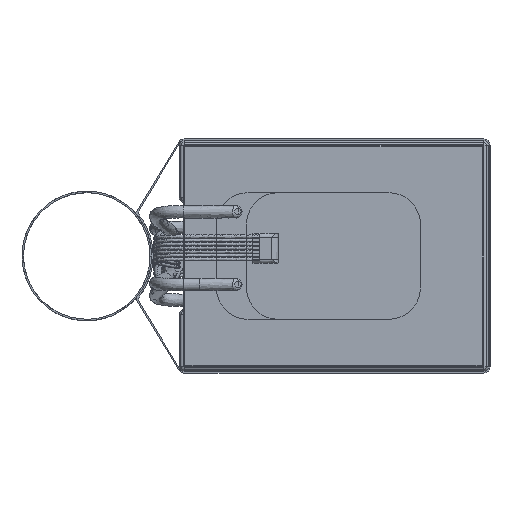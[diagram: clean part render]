
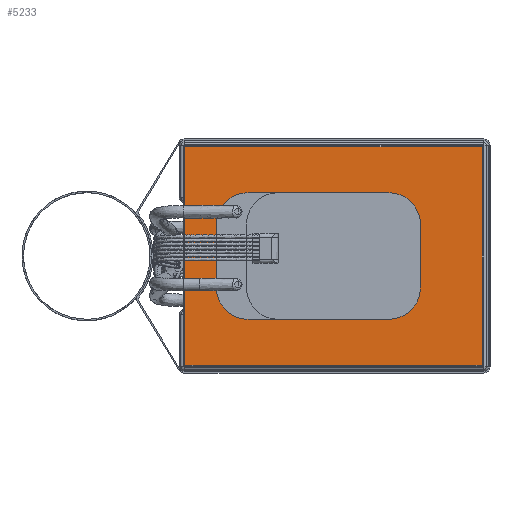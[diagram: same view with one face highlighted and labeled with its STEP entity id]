
A CAD part, left-side view. The second image highlights one B-rep face of the part: STEP entity #5233.
In plain terms, the highlighted free-form (B-spline) face has degree [1, 1] with [2, 2] control points.
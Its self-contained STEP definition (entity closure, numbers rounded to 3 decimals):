
#4820 = VERTEX_POINT('',#4821);
#4821 = CARTESIAN_POINT('',(-435.907,-44.154,
    -32.411));
#4827 = EDGE_CURVE('',#4820,#4828,#4830,.T.);
#4828 = VERTEX_POINT('',#4829);
#4829 = CARTESIAN_POINT('',(-435.907,-39.927,
    -32.411));
#4830 = B_SPLINE_CURVE_WITH_KNOTS('',1,(#4831,#4832),.UNSPECIFIED.,.F.,
  .F.,(2,2),(-23.25,-18.75),.PIECEWISE_BEZIER_KNOTS.);
#4831 = CARTESIAN_POINT('',(-435.907,-44.154,
    -32.411));
#4832 = CARTESIAN_POINT('',(-435.907,-39.927,
    -32.411));
#4860 = VERTEX_POINT('',#4861);
#4861 = CARTESIAN_POINT('',(-435.907,38.987,
    -32.411));
#4867 = EDGE_CURVE('',#4860,#4868,#4870,.T.);
#4868 = VERTEX_POINT('',#4869);
#4869 = CARTESIAN_POINT('',(-435.907,44.154,
    -32.411));
#4870 = B_SPLINE_CURVE_WITH_KNOTS('',1,(#4871,#4872),.UNSPECIFIED.,.F.,
  .F.,(2,2),(65.25,70.75),.PIECEWISE_BEZIER_KNOTS.);
#4871 = CARTESIAN_POINT('',(-435.907,38.987,
    -32.411));
#4872 = CARTESIAN_POINT('',(-435.907,44.154,
    -32.411));
#4904 = EDGE_CURVE('',#4828,#4860,#4905,.T.);
#4905 = B_SPLINE_CURVE_WITH_KNOTS('',1,(#4906,#4907),.UNSPECIFIED.,.F.,
  .F.,(2,2),(-18.75,65.25),.PIECEWISE_BEZIER_KNOTS.);
#4906 = CARTESIAN_POINT('',(-435.907,-39.927,
    -32.411));
#4907 = CARTESIAN_POINT('',(-435.907,38.987,
    -32.411));
#4920 = VERTEX_POINT('',#4921);
#4921 = CARTESIAN_POINT('',(-435.907,44.154,
    32.411));
#4942 = EDGE_CURVE('',#4868,#4920,#4943,.T.);
#4943 = B_SPLINE_CURVE_WITH_KNOTS('',1,(#4944,#4945),.UNSPECIFIED.,.F.,
  .F.,(2,2),(-34.5,34.5),.PIECEWISE_BEZIER_KNOTS.);
#4944 = CARTESIAN_POINT('',(-435.907,44.154,
    -32.411));
#4945 = CARTESIAN_POINT('',(-435.907,44.154,
    32.411));
#4986 = EDGE_CURVE('',#4920,#4987,#4989,.T.);
#4987 = VERTEX_POINT('',#4988);
#4988 = CARTESIAN_POINT('',(-435.907,-44.154,
    32.411));
#4989 = B_SPLINE_CURVE_WITH_KNOTS('',1,(#4990,#4991),.UNSPECIFIED.,.F.,
  .F.,(2,2),(-70.75,23.25),.PIECEWISE_BEZIER_KNOTS.);
#4990 = CARTESIAN_POINT('',(-435.907,44.154,
    32.411));
#4991 = CARTESIAN_POINT('',(-435.907,-44.154,
    32.411));
#5045 = EDGE_CURVE('',#4987,#4820,#5046,.T.);
#5046 = B_SPLINE_CURVE_WITH_KNOTS('',1,(#5047,#5048),.UNSPECIFIED.,.F.,
  .F.,(2,2),(-34.5,34.5),.PIECEWISE_BEZIER_KNOTS.);
#5047 = CARTESIAN_POINT('',(-435.907,-44.154,
    32.411));
#5048 = CARTESIAN_POINT('',(-435.907,-44.154,
    -32.411));
#5233 = ADVANCED_FACE('',(#5234,#5242),#5318,.T.);
#5234 = FACE_BOUND('',#5235,.T.);
#5235 = EDGE_LOOP('',(#5236,#5237,#5238,#5239,#5240,#5241));
#5236 = ORIENTED_EDGE('',*,*,#4867,.F.);
#5237 = ORIENTED_EDGE('',*,*,#4904,.F.);
#5238 = ORIENTED_EDGE('',*,*,#4827,.F.);
#5239 = ORIENTED_EDGE('',*,*,#5045,.F.);
#5240 = ORIENTED_EDGE('',*,*,#4986,.F.);
#5241 = ORIENTED_EDGE('',*,*,#4942,.F.);
#5242 = FACE_BOUND('',#5243,.T.);
#5243 = EDGE_LOOP('',(#5244,#5253,#5260,#5268,#5275,#5283,#5290,#5297,
    #5305,#5312));
#5244 = ORIENTED_EDGE('',*,*,#5245,.T.);
#5245 = EDGE_CURVE('',#5246,#5248,#5250,.T.);
#5246 = VERTEX_POINT('',#5247);
#5247 = CARTESIAN_POINT('',(-435.907,25.385,
    18.789));
#5248 = VERTEX_POINT('',#5249);
#5249 = CARTESIAN_POINT('',(-435.907,16.44,
    18.789));
#5250 = B_SPLINE_CURVE_WITH_KNOTS('',1,(#5251,#5252),.UNSPECIFIED.,.F.,
  .F.,(2,2),(-42.021,-32.5),.PIECEWISE_BEZIER_KNOTS.);
#5251 = CARTESIAN_POINT('',(-435.907,25.385,
    18.789));
#5252 = CARTESIAN_POINT('',(-435.907,16.44,
    18.789));
#5253 = ORIENTED_EDGE('',*,*,#5254,.F.);
#5254 = EDGE_CURVE('',#5255,#5248,#5257,.T.);
#5255 = VERTEX_POINT('',#5256);
#5256 = CARTESIAN_POINT('',(-435.907,-16.44,
    18.789));
#5257 = B_SPLINE_CURVE_WITH_KNOTS('',1,(#5258,#5259),.UNSPECIFIED.,.F.,
  .F.,(2,2),(15.,50.),.PIECEWISE_BEZIER_KNOTS.);
#5258 = CARTESIAN_POINT('',(-435.907,-16.44,
    18.789));
#5259 = CARTESIAN_POINT('',(-435.907,16.44,
    18.789));
#5260 = ORIENTED_EDGE('',*,*,#5261,.F.);
#5261 = EDGE_CURVE('',#5262,#5255,#5264,.T.);
#5262 = VERTEX_POINT('',#5263);
#5263 = CARTESIAN_POINT('',(-435.907,-25.835,
    9.395));
#5264 = ( BOUNDED_CURVE() B_SPLINE_CURVE(2,(#5265,#5266,#5267),
.UNSPECIFIED.,.F.,.F.) B_SPLINE_CURVE_WITH_KNOTS((3,3),(3.142,
4.712),.PIECEWISE_BEZIER_KNOTS.) CURVE() 
GEOMETRIC_REPRESENTATION_ITEM() RATIONAL_B_SPLINE_CURVE((1.,
0.707,1.)) REPRESENTATION_ITEM('') );
#5265 = CARTESIAN_POINT('',(-435.907,-25.835,
    9.395));
#5266 = CARTESIAN_POINT('',(-435.907,-25.835,
    18.789));
#5267 = CARTESIAN_POINT('',(-435.907,-16.44,
    18.789));
#5268 = ORIENTED_EDGE('',*,*,#5269,.F.);
#5269 = EDGE_CURVE('',#5270,#5262,#5272,.T.);
#5270 = VERTEX_POINT('',#5271);
#5271 = CARTESIAN_POINT('',(-435.907,-25.835,
    -9.395));
#5272 = B_SPLINE_CURVE_WITH_KNOTS('',1,(#5273,#5274),.UNSPECIFIED.,.F.,
  .F.,(2,2),(-5.,15.),.PIECEWISE_BEZIER_KNOTS.);
#5273 = CARTESIAN_POINT('',(-435.907,-25.835,
    -9.395));
#5274 = CARTESIAN_POINT('',(-435.907,-25.835,
    9.395));
#5275 = ORIENTED_EDGE('',*,*,#5276,.F.);
#5276 = EDGE_CURVE('',#5277,#5270,#5279,.T.);
#5277 = VERTEX_POINT('',#5278);
#5278 = CARTESIAN_POINT('',(-435.907,-16.44,
    -18.789));
#5279 = ( BOUNDED_CURVE() B_SPLINE_CURVE(2,(#5280,#5281,#5282),
.UNSPECIFIED.,.F.,.F.) B_SPLINE_CURVE_WITH_KNOTS((3,3),(3.142,
4.712),.PIECEWISE_BEZIER_KNOTS.) CURVE() 
GEOMETRIC_REPRESENTATION_ITEM() RATIONAL_B_SPLINE_CURVE((1.,
0.707,1.)) REPRESENTATION_ITEM('') );
#5280 = CARTESIAN_POINT('',(-435.907,-16.44,
    -18.789));
#5281 = CARTESIAN_POINT('',(-435.907,-25.835,
    -18.789));
#5282 = CARTESIAN_POINT('',(-435.907,-25.835,
    -9.395));
#5283 = ORIENTED_EDGE('',*,*,#5284,.F.);
#5284 = EDGE_CURVE('',#5285,#5277,#5287,.T.);
#5285 = VERTEX_POINT('',#5286);
#5286 = CARTESIAN_POINT('',(-435.907,16.44,
    -18.789));
#5287 = B_SPLINE_CURVE_WITH_KNOTS('',1,(#5288,#5289),.UNSPECIFIED.,.F.,
  .F.,(2,2),(-32.5,2.5),.PIECEWISE_BEZIER_KNOTS.);
#5288 = CARTESIAN_POINT('',(-435.907,16.44,
    -18.789));
#5289 = CARTESIAN_POINT('',(-435.907,-16.44,
    -18.789));
#5290 = ORIENTED_EDGE('',*,*,#5291,.T.);
#5291 = EDGE_CURVE('',#5285,#5292,#5294,.T.);
#5292 = VERTEX_POINT('',#5293);
#5293 = CARTESIAN_POINT('',(-435.907,25.385,
    -18.789));
#5294 = B_SPLINE_CURVE_WITH_KNOTS('',1,(#5295,#5296),.UNSPECIFIED.,.F.,
  .F.,(2,2),(27.739,37.261),.PIECEWISE_BEZIER_KNOTS.);
#5295 = CARTESIAN_POINT('',(-435.907,16.44,
    -18.789));
#5296 = CARTESIAN_POINT('',(-435.907,25.385,
    -18.789));
#5297 = ORIENTED_EDGE('',*,*,#5298,.T.);
#5298 = EDGE_CURVE('',#5292,#5299,#5301,.T.);
#5299 = VERTEX_POINT('',#5300);
#5300 = CARTESIAN_POINT('',(-435.907,34.78,
    -9.395));
#5301 = ( BOUNDED_CURVE() B_SPLINE_CURVE(2,(#5302,#5303,#5304),
.UNSPECIFIED.,.F.,.F.) B_SPLINE_CURVE_WITH_KNOTS((3,3),(4.712,
6.283),.PIECEWISE_BEZIER_KNOTS.) CURVE() 
GEOMETRIC_REPRESENTATION_ITEM() RATIONAL_B_SPLINE_CURVE((1.,
0.707,1.)) REPRESENTATION_ITEM('') );
#5302 = CARTESIAN_POINT('',(-435.907,25.385,
    -18.789));
#5303 = CARTESIAN_POINT('',(-435.907,34.78,
    -18.789));
#5304 = CARTESIAN_POINT('',(-435.907,34.78,
    -9.395));
#5305 = ORIENTED_EDGE('',*,*,#5306,.T.);
#5306 = EDGE_CURVE('',#5299,#5307,#5309,.T.);
#5307 = VERTEX_POINT('',#5308);
#5308 = CARTESIAN_POINT('',(-435.907,34.78,
    9.395));
#5309 = B_SPLINE_CURVE_WITH_KNOTS('',1,(#5310,#5311),.UNSPECIFIED.,.F.,
  .F.,(2,2),(-15.,5.),.PIECEWISE_BEZIER_KNOTS.);
#5310 = CARTESIAN_POINT('',(-435.907,34.78,
    -9.395));
#5311 = CARTESIAN_POINT('',(-435.907,34.78,
    9.395));
#5312 = ORIENTED_EDGE('',*,*,#5313,.T.);
#5313 = EDGE_CURVE('',#5307,#5246,#5314,.T.);
#5314 = ( BOUNDED_CURVE() B_SPLINE_CURVE(2,(#5315,#5316,#5317),
.UNSPECIFIED.,.F.,.F.) B_SPLINE_CURVE_WITH_KNOTS((3,3),(4.712,
6.283),.PIECEWISE_BEZIER_KNOTS.) CURVE() 
GEOMETRIC_REPRESENTATION_ITEM() RATIONAL_B_SPLINE_CURVE((1.,
0.707,1.)) REPRESENTATION_ITEM('') );
#5315 = CARTESIAN_POINT('',(-435.907,34.78,
    9.395));
#5316 = CARTESIAN_POINT('',(-435.907,34.78,
    18.789));
#5317 = CARTESIAN_POINT('',(-435.907,25.385,
    18.789));
#5318 = B_SPLINE_SURFACE_WITH_KNOTS('',1,1,(
    (#5319,#5320)
    ,(#5321,#5322
    )),.UNSPECIFIED.,.F.,.F.,.F.,(2,2),(2,2),(0.5,94.5),(-34.5,34.5),
  .PIECEWISE_BEZIER_KNOTS.);
#5319 = CARTESIAN_POINT('',(-435.907,-44.154,
    32.411));
#5320 = CARTESIAN_POINT('',(-435.907,-44.154,
    -32.411));
#5321 = CARTESIAN_POINT('',(-435.907,44.154,
    32.411));
#5322 = CARTESIAN_POINT('',(-435.907,44.154,
    -32.411));
